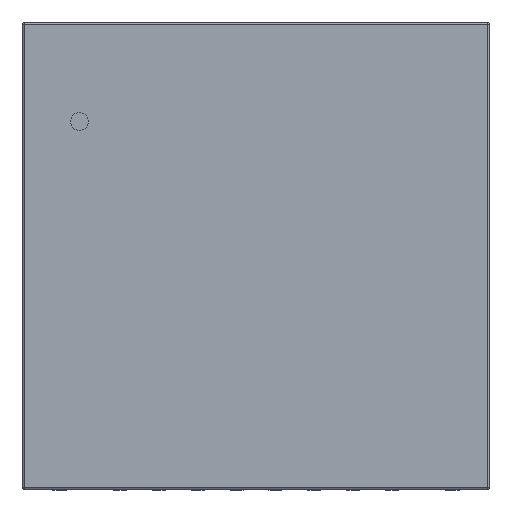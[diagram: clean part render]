
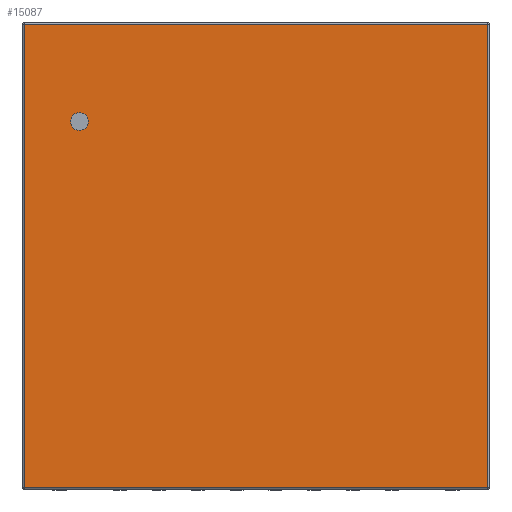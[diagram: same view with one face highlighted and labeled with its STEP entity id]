
A CAD part, top view. The second image highlights one B-rep face of the part: STEP entity #15087.
In plain terms, the highlighted planar face has unit normal (0, 0, 1).
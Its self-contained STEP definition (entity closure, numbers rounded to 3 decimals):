
#253=CIRCLE('',#15797,0.114);
#2386=ORIENTED_EDGE('',*,*,#4955,.T.);
#2387=ORIENTED_EDGE('',*,*,#4956,.T.);
#2388=ORIENTED_EDGE('',*,*,#4957,.T.);
#2389=ORIENTED_EDGE('',*,*,#4958,.T.);
#2390=ORIENTED_EDGE('',*,*,#4959,.T.);
#4955=EDGE_CURVE('',#6258,#6259,#7560,.T.);
#4956=EDGE_CURVE('',#6259,#6260,#7561,.T.);
#4957=EDGE_CURVE('',#6260,#6261,#7562,.T.);
#4958=EDGE_CURVE('',#6261,#6258,#7563,.T.);
#4959=EDGE_CURVE('',#6262,#6262,#253,.T.);
#6258=VERTEX_POINT('',#21722);
#6259=VERTEX_POINT('',#21723);
#6260=VERTEX_POINT('',#21725);
#6261=VERTEX_POINT('',#21727);
#6262=VERTEX_POINT('',#21730);
#7560=LINE('',#21721,#9030);
#7561=LINE('',#21724,#9031);
#7562=LINE('',#21726,#9032);
#7563=LINE('',#21728,#9033);
#9030=VECTOR('',#18195,1000.);
#9031=VECTOR('',#18196,1000.);
#9032=VECTOR('',#18197,1000.);
#9033=VECTOR('',#18198,1000.);
#9578=EDGE_LOOP('',(#2386,#2387,#2388,#2389));
#9579=EDGE_LOOP('',(#2390));
#10140=FACE_BOUND('',#9578,.T.);
#10141=FACE_BOUND('',#9579,.T.);
#10673=PLANE('',#15796);
#15087=ADVANCED_FACE('',(#10140,#10141),#10673,.T.);
#15796=AXIS2_PLACEMENT_3D('',#21720,#18193,#18194);
#15797=AXIS2_PLACEMENT_3D('',#21729,#18199,#18200);
#18193=DIRECTION('',(0.,0.,1.));
#18194=DIRECTION('',(1.,0.,0.));
#18195=DIRECTION('',(-1.,0.,0.));
#18196=DIRECTION('',(0.,-1.,0.));
#18197=DIRECTION('',(1.,0.,0.));
#18198=DIRECTION('',(0.,1.,0.));
#18199=DIRECTION('',(0.,0.,-1.));
#18200=DIRECTION('',(1.,0.,0.));
#21720=CARTESIAN_POINT('',(0.,0.,0.));
#21721=CARTESIAN_POINT('',(0.,2.98,0.));
#21722=CARTESIAN_POINT('',(2.98,2.98,0.));
#21723=CARTESIAN_POINT('',(-2.98,2.98,0.));
#21724=CARTESIAN_POINT('',(-2.98,0.,0.));
#21725=CARTESIAN_POINT('',(-2.98,-2.98,0.));
#21726=CARTESIAN_POINT('',(0.,-2.98,0.));
#21727=CARTESIAN_POINT('',(2.98,-2.98,0.));
#21728=CARTESIAN_POINT('',(2.98,0.,0.));
#21729=CARTESIAN_POINT('',(-2.272,1.728,0.));
#21730=CARTESIAN_POINT('',(-2.158,1.728,0.));
